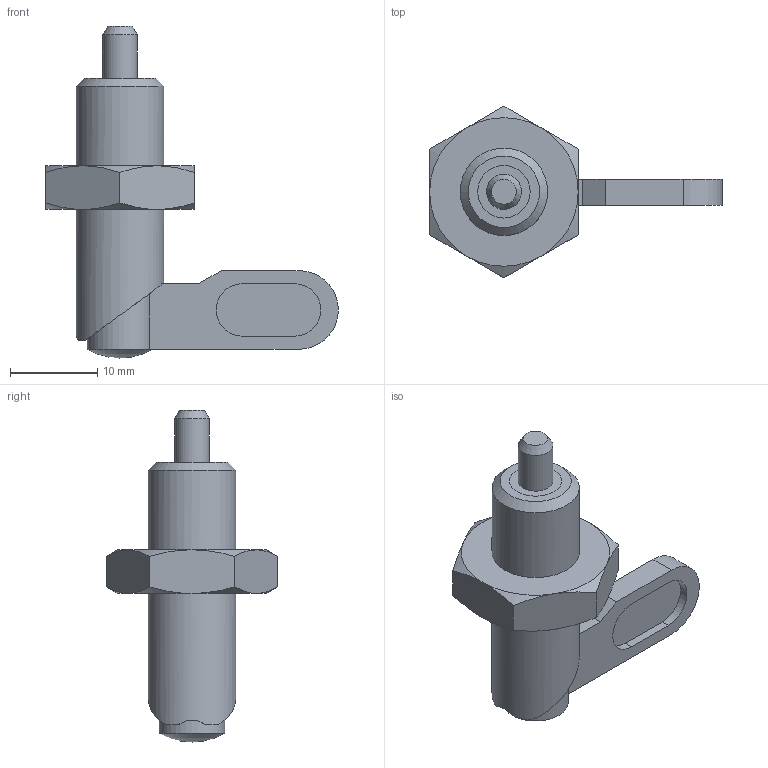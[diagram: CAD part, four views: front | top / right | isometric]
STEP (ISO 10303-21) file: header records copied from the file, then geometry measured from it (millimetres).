
FILE_DESCRIPTION( ( 'STEP AP214' ), '1' );
FILE_NAME( 'K0348.05041038.stp', '2020-12-03T14:00:58', ( '' ), ( '' ), ' ', 'PARTsolutions', ' ' );
FILE_SCHEMA( ( 'AUTOMOTIVE_DESIGN { 1 0 10303 214 1 1 1 1 }' ) );
Length unit declared in the file: millimetre
Products named in the file (4): K0348.05041038; _K0348_10_M 10_huelse; _4_10_Griff; _M 10_mutter
Assembly tree (3 placements, depth 2):
  K0348.05041038
    _K0348_10_M 10_huelse
    _4_10_Griff
    _M 10_mutter
Bounding box: 33.5 x 19.63 x 38 mm (x, y, z)
Volume: 3409.3 mm3; surface area: 3466.3 mm2
Topology: 3 solids, 3 shells, 62 faces, 135 edges, 84 vertices
Faces by surface type: plane 29, cylinder 16, cone 16, sphere 1
Full cylindrical faces by diameter (mm): 4 x3, 6 x2, 8 x1, 8.376 x1, 10 x1
Entity records: 2292 total; most frequent: CARTESIAN_POINT 448, DIRECTION 274, ORIENTED_EDGE 236, EDGE_CURVE 118, AXIS2_PLACEMENT_3D 117, EDGE_LOOP 84, VERTEX_POINT 81, FACE_OUTER_BOUND 70
